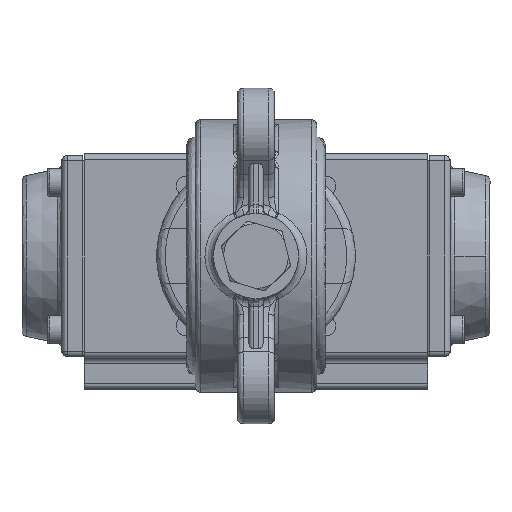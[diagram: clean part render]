
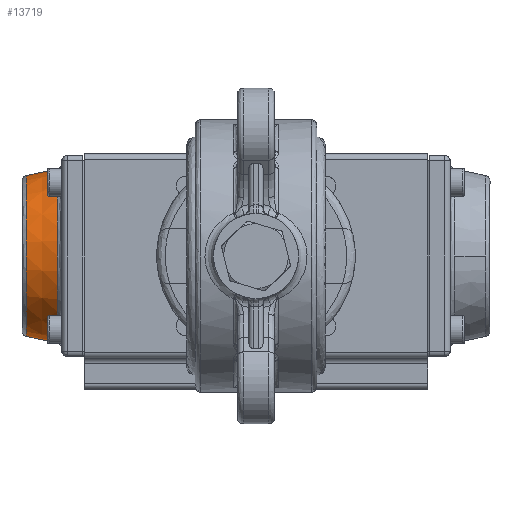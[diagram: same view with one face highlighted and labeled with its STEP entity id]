
A CAD part, front view. The second image highlights one B-rep face of the part: STEP entity #13719.
In plain terms, the highlighted conical face has half-angle 12.095 degrees and reference radius 30.661 mm.
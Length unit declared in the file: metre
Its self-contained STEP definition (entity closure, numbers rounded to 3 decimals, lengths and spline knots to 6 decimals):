
#7041 = DIRECTION ( 'NONE',  ( 0.978, 0., -0.21 ) ) ;
#9260 = CARTESIAN_POINT ( 'NONE',  ( -0.161979, 0.115336, 0.211989 ) ) ;
#10076 = DIRECTION ( 'NONE',  ( -0.978, 0., -0.21 ) ) ;
#10526 = DIRECTION ( 'NONE',  ( 0., 0., -1. ) ) ;
#10758 = VECTOR ( 'NONE', #10076, 1. ) ;
#13719 = ADVANCED_FACE ( 'NONE', ( #42117 ), #55225, .T. ) ;
#18054 = EDGE_CURVE ( 'NONE', #69441, #23021, #64209, .T. ) ;
#18233 = EDGE_CURVE ( 'NONE', #23021, #61073, #34724, .T. ) ;
#19396 = ORIENTED_EDGE ( 'NONE', *, *, #18054, .T. ) ;
#19521 = ORIENTED_EDGE ( 'NONE', *, *, #70341, .T. ) ;
#23021 = VERTEX_POINT ( 'NONE', #50826 ) ;
#26317 = EDGE_CURVE ( 'NONE', #61073, #67944, #37112, .T. ) ;
#26816 = AXIS2_PLACEMENT_3D ( 'NONE', #86031, #47431, #54469 ) ;
#32877 = AXIS2_PLACEMENT_3D ( 'NONE', #58663, #73679, #34580 ) ;
#34580 = DIRECTION ( 'NONE',  ( 0., 1., 0. ) ) ;
#34724 = CIRCLE ( 'NONE', #26816, 0.028339 ) ;
#36418 = CIRCLE ( 'NONE', #50931, 0.030661 ) ;
#37112 = LINE ( 'NONE', #97799, #92744 ) ;
#39608 = DIRECTION ( 'NONE',  ( -1., 0., 0. ) ) ;
#42117 = FACE_OUTER_BOUND ( 'NONE', #71606, .T. ) ;
#47152 = CARTESIAN_POINT ( 'NONE',  ( -0.151141, 0.115336, 0.240328 ) ) ;
#47431 = DIRECTION ( 'NONE',  ( 1., 0., 0. ) ) ;
#48182 = CARTESIAN_POINT ( 'NONE',  ( -0.151141, 0.115336, 0.209666 ) ) ;
#50826 = CARTESIAN_POINT ( 'NONE',  ( -0.161979, 0.115336, 0.268666 ) ) ;
#50931 = AXIS2_PLACEMENT_3D ( 'NONE', #47152, #39608, #10526 ) ;
#54469 = DIRECTION ( 'NONE',  ( 0., 0., -1. ) ) ;
#55225 = CONICAL_SURFACE ( 'NONE', #32877, 0.030661, 0.211 ) ;
#58663 = CARTESIAN_POINT ( 'NONE',  ( -0.151141, 0.115336, 0.240328 ) ) ;
#61073 = VERTEX_POINT ( 'NONE', #9260 ) ;
#64209 = LINE ( 'NONE', #94777, #10758 ) ;
#67944 = VERTEX_POINT ( 'NONE', #48182 ) ;
#68161 = CARTESIAN_POINT ( 'NONE',  ( -0.151141, 0.115336, 0.270989 ) ) ;
#69441 = VERTEX_POINT ( 'NONE', #68161 ) ;
#70341 = EDGE_CURVE ( 'NONE', #67944, #69441, #36418, .T. ) ;
#71606 = EDGE_LOOP ( 'NONE', ( #98835, #19521, #19396, #82068 ) ) ;
#73679 = DIRECTION ( 'NONE',  ( 1., 0., 0. ) ) ;
#82068 = ORIENTED_EDGE ( 'NONE', *, *, #18233, .T. ) ;
#86031 = CARTESIAN_POINT ( 'NONE',  ( -0.161979, 0.115336, 0.240328 ) ) ;
#92744 = VECTOR ( 'NONE', #7041, 1. ) ;
#94777 = CARTESIAN_POINT ( 'NONE',  ( -0.14956, 0.115336, 0.271328 ) ) ;
#97799 = CARTESIAN_POINT ( 'NONE',  ( -0.14956, 0.115336, 0.209328 ) ) ;
#98835 = ORIENTED_EDGE ( 'NONE', *, *, #26317, .T. ) ;
